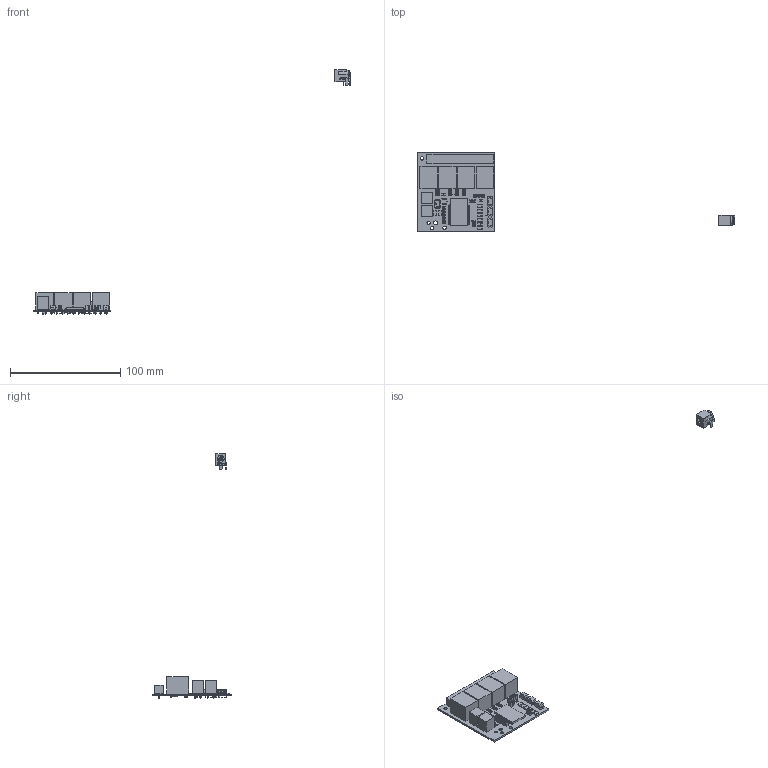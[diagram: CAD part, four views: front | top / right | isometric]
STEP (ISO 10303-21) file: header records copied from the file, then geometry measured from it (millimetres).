
FILE_DESCRIPTION(('PCB Model'),'2;1');
FILE_NAME('wifi_switch.STEP', '2022-07-12T15:07:18',('heman'),('Unspecified'), 'Open CASCADE STEP processor 6.8','Proteus','Unknown');
FILE_SCHEMA(('CONFIG_CONTROL_DESIGN','SHAPE_APPEARANCE_LAYER_MIM'));
Length unit declared in the file: millimetre
Products named in the file (121): Open CASCADE STEP translator 6.8 1; Layer_1; 8PIN_TERMINAL; Open CASCADE STEP translator 6.8 1.2.1; Body_1; Pin_1; Pin_2; Pin_3; Pin_4; Pin_5; Pin_6; Pin_7; Pin_8; Pin_9; Pin_10; Pin_11; Pin_12; ESP; Open CASCADE STEP translator 6.8 1.3.1; Pin_13; Pin_14; Pin_15; Pin_16; R1_470; Open CASCADE STEP translator 6.8 1.4.1; R3_470; R5_470; R7_470; OP1; Open CASCADE STEP translator 6.8 1.8.1; OP2; Open CASCADE STEP translator 6.8 1.9.1; OP3; Open CASCADE STEP translator 6.8 1.10.1; OP4; Open CASCADE STEP translator 6.8 1.11.1; SMPS_5V_GND; Open CASCADE STEP translator 6.8 1.12.1; SMPS_L_N; RL4 ...
Assembly tree (144 placements, depth 5):
  Open CASCADE STEP translator 6.8 1
    Layer_1
    8PIN_TERMINAL
      Open CASCADE STEP translator 6.8 1.2.1
        Body_1
        Pin_1
        Pin_2
        Pin_3
        Pin_4
        Pin_5
        Pin_6
        Pin_7
        Pin_8
        Pin_9
        Pin_10
        Pin_11
        Pin_12
    ESP
      Open CASCADE STEP translator 6.8 1.3.1
        Body_1
        Pin_1
        Pin_2
        Pin_3
        Pin_4
        Pin_5
        Pin_6
        Pin_7
        Pin_8
        Pin_9
        Pin_10
        Pin_11
        Pin_12
        Pin_13
        Pin_14
        Pin_15
        Pin_16
    R1_470
      Open CASCADE STEP translator 6.8 1.4.1
        Body_1
        Pin_1
        Pin_2
    R3_470
      Open CASCADE STEP translator 6.8 1.4.1
        Body_1
        Pin_1
        Pin_2
    R5_470
      Open CASCADE STEP translator 6.8 1.4.1
        Body_1
        Pin_1
        Pin_2
    R7_470
      Open CASCADE STEP translator 6.8 1.4.1
        Body_1
        Pin_1
        Pin_2
    OP1
      Open CASCADE STEP translator 6.8 1.8.1
        Body_1
    OP2
Bounding box: 288.45 x 72 x 221.81 mm (x, y, z)
Volume: 36887.3 mm3; surface area: 27590.6 mm2
Topology: 117 solids, 117 shells, 2185 faces, 5303 edges, 3312 vertices
Faces by surface type: plane 1218, cylinder 554, cone 284, sphere 78, torus 28, bspline 23
Entity records: 54761 total; most frequent: CARTESIAN_POINT 8763, DIRECTION 7401, ORIENTED_EDGE 6730, EDGE_CURVE 3365, AXIS2_PLACEMENT_3D 2730, VERTEX_POINT 2146, LINE 1941, VECTOR 1941
